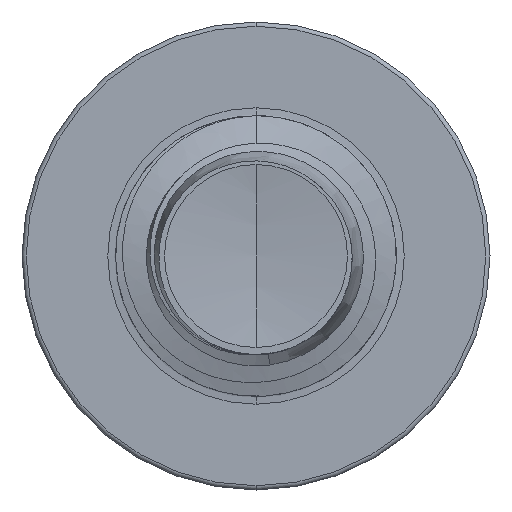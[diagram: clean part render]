
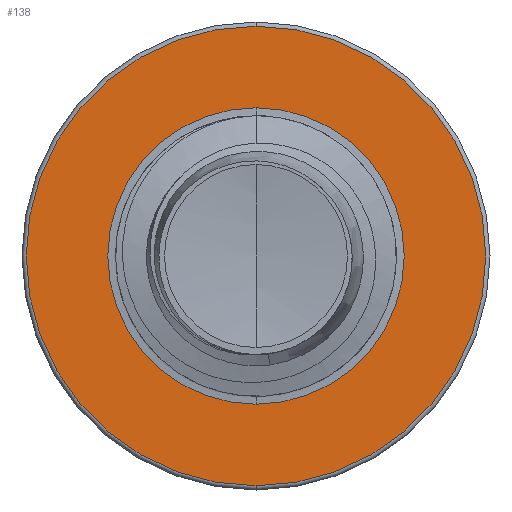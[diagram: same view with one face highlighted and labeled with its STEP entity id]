
A CAD part, front view. The second image highlights one B-rep face of the part: STEP entity #138.
In plain terms, the highlighted planar face has unit normal (0, -1, 0).
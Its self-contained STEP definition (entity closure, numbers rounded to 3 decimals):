
#138 = ADVANCED_FACE ( 'NONE', ( #13111, #4087 ), #2431, .F. ) ;
#1970 = AXIS2_PLACEMENT_3D ( 'NONE', #6702, #6649, #6588 ) ;
#2249 = DIRECTION ( 'NONE',  ( 0., 0., 1. ) ) ;
#2431 = PLANE ( 'NONE',  #12581 ) ;
#2669 = AXIS2_PLACEMENT_3D ( 'NONE', #12752, #6134, #13758 ) ;
#3553 = EDGE_LOOP ( 'NONE', ( #5783, #5942 ) ) ;
#4087 = FACE_BOUND ( 'NONE', #3553, .T. ) ;
#4311 = DIRECTION ( 'NONE',  ( 0., 1., 0. ) ) ;
#4459 = EDGE_CURVE ( 'NONE', #14656, #10762, #5855, .T. ) ;
#4861 = EDGE_CURVE ( 'NONE', #10762, #14656, #11567, .T. ) ;
#5006 = AXIS2_PLACEMENT_3D ( 'NONE', #11335, #4311, #12345 ) ;
#5510 = ORIENTED_EDGE ( 'NONE', *, *, #10264, .F. ) ;
#5570 = ORIENTED_EDGE ( 'NONE', *, *, #12968, .F. ) ;
#5783 = ORIENTED_EDGE ( 'NONE', *, *, #4459, .T. ) ;
#5855 = CIRCLE ( 'NONE', #13140, 2.375 ) ;
#5942 = ORIENTED_EDGE ( 'NONE', *, *, #4861, .T. ) ;
#6030 = CIRCLE ( 'NONE', #5006, 3.683 ) ;
#6134 = DIRECTION ( 'NONE',  ( 0., 1., 0. ) ) ;
#6588 = DIRECTION ( 'NONE',  ( 0., 0., 1. ) ) ;
#6649 = DIRECTION ( 'NONE',  ( 0., 1., 0. ) ) ;
#6702 = CARTESIAN_POINT ( 'NONE',  ( 0., 5., 0. ) ) ;
#7774 = DIRECTION ( 'NONE',  ( 0., 1., 0. ) ) ;
#7815 = VERTEX_POINT ( 'NONE', #10966 ) ;
#8297 = CARTESIAN_POINT ( 'NONE',  ( 0., 5., -2.375 ) ) ;
#9452 = CARTESIAN_POINT ( 'NONE',  ( 0., 5., 2.375 ) ) ;
#9833 = CIRCLE ( 'NONE', #2669, 3.683 ) ;
#10264 = EDGE_CURVE ( 'NONE', #12825, #7815, #6030, .T. ) ;
#10386 = CARTESIAN_POINT ( 'NONE',  ( 0., 5., -2.375 ) ) ;
#10762 = VERTEX_POINT ( 'NONE', #10386 ) ;
#10966 = CARTESIAN_POINT ( 'NONE',  ( 0., 5., -3.682 ) ) ;
#11335 = CARTESIAN_POINT ( 'NONE',  ( 0., 5., 0. ) ) ;
#11567 = CIRCLE ( 'NONE', #1970, 2.375 ) ;
#12345 = DIRECTION ( 'NONE',  ( 0., 0., 1. ) ) ;
#12581 = AXIS2_PLACEMENT_3D ( 'NONE', #8297, #7774, #2249 ) ;
#12672 = CARTESIAN_POINT ( 'NONE',  ( 0., 5., 3.683 ) ) ;
#12752 = CARTESIAN_POINT ( 'NONE',  ( 0., 5., 0. ) ) ;
#12825 = VERTEX_POINT ( 'NONE', #12672 ) ;
#12968 = EDGE_CURVE ( 'NONE', #7815, #12825, #9833, .T. ) ;
#13111 = FACE_OUTER_BOUND ( 'NONE', #15254, .T. ) ;
#13140 = AXIS2_PLACEMENT_3D ( 'NONE', #14595, #14586, #14581 ) ;
#13758 = DIRECTION ( 'NONE',  ( 0., 0., 1. ) ) ;
#14581 = DIRECTION ( 'NONE',  ( 0., 0., 1. ) ) ;
#14586 = DIRECTION ( 'NONE',  ( 0., 1., 0. ) ) ;
#14595 = CARTESIAN_POINT ( 'NONE',  ( 0., 5., 0. ) ) ;
#14656 = VERTEX_POINT ( 'NONE', #9452 ) ;
#15254 = EDGE_LOOP ( 'NONE', ( #5510, #5570 ) ) ;
